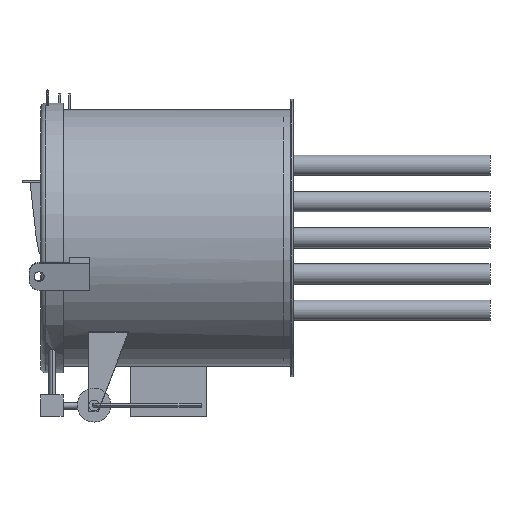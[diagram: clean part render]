
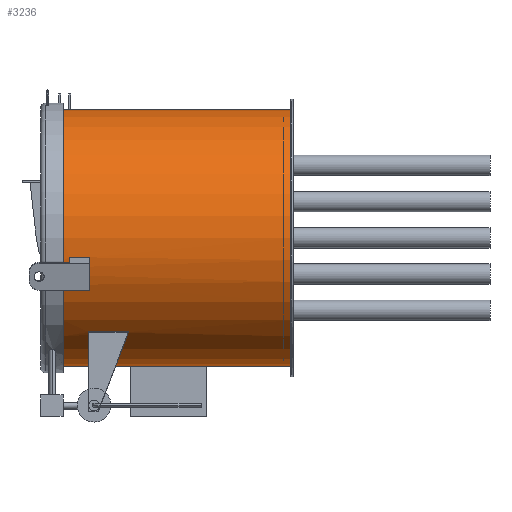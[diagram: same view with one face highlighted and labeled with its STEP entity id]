
A CAD part, left-side view. The second image highlights one B-rep face of the part: STEP entity #3236.
In plain terms, the highlighted cylindrical face has radius 638 mm (diameter 1276 mm), a partial arc.
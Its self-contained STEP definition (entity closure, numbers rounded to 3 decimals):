
#98 = LINE ( 'NONE', #12402, #8572 ) ;
#235 = FACE_BOUND ( 'NONE', #8738, .T. ) ;
#253 = VERTEX_POINT ( 'NONE', #7663 ) ;
#267 = CARTESIAN_POINT ( 'NONE',  ( -25., 1165.01, 637.51 ) ) ;
#606 = DIRECTION ( 'NONE',  ( 0., 1., 0. ) ) ;
#630 = VERTEX_POINT ( 'NONE', #10610 ) ;
#695 = CYLINDRICAL_SURFACE ( 'NONE', #13223, 638. ) ;
#735 = VECTOR ( 'NONE', #9593, 1000. ) ;
#768 = CARTESIAN_POINT ( 'NONE',  ( 0., 9.01, 0. ) ) ;
#802 = ORIENTED_EDGE ( 'NONE', *, *, #8761, .F. ) ;
#839 = DIRECTION ( 'NONE',  ( 0., 1., 0. ) ) ;
#1038 = FACE_OUTER_BOUND ( 'NONE', #2208, .T. ) ;
#1085 = CARTESIAN_POINT ( 'NONE',  ( 0., 1165.01, 0. ) ) ;
#1088 = VERTEX_POINT ( 'NONE', #6165 ) ;
#1238 = CARTESIAN_POINT ( 'NONE',  ( -594.317, 1109.01, -232.016 ) ) ;
#1279 = AXIS2_PLACEMENT_3D ( 'NONE', #8134, #9046, #2033 ) ;
#1285 = ORIENTED_EDGE ( 'NONE', *, *, #9877, .F. ) ;
#1321 = CARTESIAN_POINT ( 'NONE',  ( 0., 1014.01, 0. ) ) ;
#1528 = DIRECTION ( 'NONE',  ( 0., 0., -1. ) ) ;
#1540 = AXIS2_PLACEMENT_3D ( 'NONE', #6758, #606, #1528 ) ;
#1675 = VERTEX_POINT ( 'NONE', #9041 ) ;
#1681 = FACE_BOUND ( 'NONE', #6457, .T. ) ;
#1732 = CIRCLE ( 'NONE', #5439, 638. ) ;
#2033 = DIRECTION ( 'NONE',  ( 0., 0., 1. ) ) ;
#2146 = VERTEX_POINT ( 'NONE', #4435 ) ;
#2206 = DIRECTION ( 'NONE',  ( 0., 0., -1. ) ) ;
#2208 = EDGE_LOOP ( 'NONE', ( #2228, #1285, #8415, #10118, #4218, #8970, #11054, #802 ) ) ;
#2228 = ORIENTED_EDGE ( 'NONE', *, *, #12189, .F. ) ;
#2292 = CARTESIAN_POINT ( 'NONE',  ( -435., 1014.01, -466.711 ) ) ;
#2488 = CIRCLE ( 'NONE', #8267, 638. ) ;
#2497 = EDGE_CURVE ( 'NONE', #1675, #1088, #98, .T. ) ;
#2596 = VERTEX_POINT ( 'NONE', #1238 ) ;
#2601 = VECTOR ( 'NONE', #11004, 1000. ) ;
#2603 = EDGE_CURVE ( 'NONE', #630, #5476, #13188, .T. ) ;
#2619 = CARTESIAN_POINT ( 'NONE',  ( 0., 1102.01, 0. ) ) ;
#2647 = VECTOR ( 'NONE', #6912, 1000. ) ;
#2660 = DIRECTION ( 'NONE',  ( 0., 0., 1. ) ) ;
#2746 = LINE ( 'NONE', #10546, #11059 ) ;
#2796 = CARTESIAN_POINT ( 'NONE',  ( -25., 1102.01, 637.51 ) ) ;
#3133 = CIRCLE ( 'NONE', #9677, 638. ) ;
#3135 = ORIENTED_EDGE ( 'NONE', *, *, #10816, .F. ) ;
#3154 = LINE ( 'NONE', #13123, #7303 ) ;
#3236 = ADVANCED_FACE ( 'NONE', ( #1038, #1681, #235 ), #695, .T. ) ;
#3296 = LINE ( 'NONE', #9976, #2647 ) ;
#3325 = EDGE_CURVE ( 'NONE', #2146, #11245, #12056, .T. ) ;
#3410 = ORIENTED_EDGE ( 'NONE', *, *, #2603, .T. ) ;
#3610 = DIRECTION ( 'NONE',  ( 0., -1., 0. ) ) ;
#3632 = VECTOR ( 'NONE', #4390, 1000. ) ;
#3713 = VERTEX_POINT ( 'NONE', #9434 ) ;
#3873 = VERTEX_POINT ( 'NONE', #4426 ) ;
#4218 = ORIENTED_EDGE ( 'NONE', *, *, #2497, .F. ) ;
#4265 = EDGE_CURVE ( 'NONE', #2596, #12636, #6321, .T. ) ;
#4279 = LINE ( 'NONE', #6584, #735 ) ;
#4390 = DIRECTION ( 'NONE',  ( 0., -1., 0. ) ) ;
#4426 = CARTESIAN_POINT ( 'NONE',  ( -630.614, 1109.01, -96.801 ) ) ;
#4435 = CARTESIAN_POINT ( 'NONE',  ( -429., 814.01, -472.232 ) ) ;
#4528 = LINE ( 'NONE', #5895, #2601 ) ;
#4567 = DIRECTION ( 'NONE',  ( 0., -1., 0. ) ) ;
#4912 = ORIENTED_EDGE ( 'NONE', *, *, #10242, .T. ) ;
#5135 = CARTESIAN_POINT ( 'NONE',  ( 0., 9.01, -638. ) ) ;
#5235 = ORIENTED_EDGE ( 'NONE', *, *, #5853, .F. ) ;
#5312 = CIRCLE ( 'NONE', #1540, 638. ) ;
#5342 = DIRECTION ( 'NONE',  ( 0., -1., 0. ) ) ;
#5425 = EDGE_CURVE ( 'NONE', #8918, #2146, #9170, .T. ) ;
#5439 = AXIS2_PLACEMENT_3D ( 'NONE', #7507, #8393, #7464 ) ;
#5476 = VERTEX_POINT ( 'NONE', #2292 ) ;
#5548 = CARTESIAN_POINT ( 'NONE',  ( -594.317, 1165.01, -232.016 ) ) ;
#5853 = EDGE_CURVE ( 'NONE', #12636, #253, #5312, .T. ) ;
#5895 = CARTESIAN_POINT ( 'NONE',  ( -630.614, 1165.01, -96.801 ) ) ;
#5919 = EDGE_CURVE ( 'NONE', #253, #3873, #4528, .T. ) ;
#6046 = VERTEX_POINT ( 'NONE', #13205 ) ;
#6165 = CARTESIAN_POINT ( 'NONE',  ( 0., 9.01, 638. ) ) ;
#6321 = LINE ( 'NONE', #5548, #12534 ) ;
#6457 = EDGE_LOOP ( 'NONE', ( #7135, #9374, #4912, #3410, #8755 ) ) ;
#6584 = CARTESIAN_POINT ( 'NONE',  ( -435., 1165.01, -466.711 ) ) ;
#6655 = CARTESIAN_POINT ( 'NONE',  ( 0., 1112.01, 638. ) ) ;
#6738 = CARTESIAN_POINT ( 'NONE',  ( -594.317, 1009.01, -232.016 ) ) ;
#6758 = CARTESIAN_POINT ( 'NONE',  ( 0., 1009.01, 0. ) ) ;
#6768 = EDGE_CURVE ( 'NONE', #3713, #9148, #2746, .T. ) ;
#6912 = DIRECTION ( 'NONE',  ( 0., -1., 0. ) ) ;
#6919 = CARTESIAN_POINT ( 'NONE',  ( -435., 814.01, -466.711 ) ) ;
#7135 = ORIENTED_EDGE ( 'NONE', *, *, #5425, .T. ) ;
#7303 = VECTOR ( 'NONE', #839, 1000. ) ;
#7416 = AXIS2_PLACEMENT_3D ( 'NONE', #12646, #11605, #10578 ) ;
#7464 = DIRECTION ( 'NONE',  ( 0., 0., 1. ) ) ;
#7507 = CARTESIAN_POINT ( 'NONE',  ( 0., 1112.01, 0. ) ) ;
#7575 = CARTESIAN_POINT ( 'NONE',  ( 0., 1109.01, 0. ) ) ;
#7663 = CARTESIAN_POINT ( 'NONE',  ( -630.614, 1009.01, -96.801 ) ) ;
#7736 = VECTOR ( 'NONE', #12768, 1000. ) ;
#7918 = DIRECTION ( 'NONE',  ( 0., 1., 0. ) ) ;
#8052 = VERTEX_POINT ( 'NONE', #6655 ) ;
#8134 = CARTESIAN_POINT ( 'NONE',  ( 0., 814.01, 0. ) ) ;
#8267 = AXIS2_PLACEMENT_3D ( 'NONE', #2619, #9794, #11915 ) ;
#8393 = DIRECTION ( 'NONE',  ( 0., -1., 0. ) ) ;
#8415 = ORIENTED_EDGE ( 'NONE', *, *, #6768, .T. ) ;
#8572 = VECTOR ( 'NONE', #10590, 1000. ) ;
#8645 = ORIENTED_EDGE ( 'NONE', *, *, #4265, .F. ) ;
#8722 = CARTESIAN_POINT ( 'NONE',  ( -429., 1165.01, -472.232 ) ) ;
#8738 = EDGE_LOOP ( 'NONE', ( #5235, #8645, #3135, #11383 ) ) ;
#8755 = ORIENTED_EDGE ( 'NONE', *, *, #9980, .T. ) ;
#8761 = EDGE_CURVE ( 'NONE', #8052, #9703, #1732, .T. ) ;
#8918 = VERTEX_POINT ( 'NONE', #6919 ) ;
#8970 = ORIENTED_EDGE ( 'NONE', *, *, #11096, .F. ) ;
#9041 = CARTESIAN_POINT ( 'NONE',  ( 0., 1102.01, 638. ) ) ;
#9046 = DIRECTION ( 'NONE',  ( 0., -1., 0. ) ) ;
#9066 = LINE ( 'NONE', #267, #3632 ) ;
#9148 = VERTEX_POINT ( 'NONE', #5135 ) ;
#9170 = CIRCLE ( 'NONE', #1279, 638. ) ;
#9374 = ORIENTED_EDGE ( 'NONE', *, *, #3325, .T. ) ;
#9434 = CARTESIAN_POINT ( 'NONE',  ( 0., 1140.01, -638. ) ) ;
#9467 = DIRECTION ( 'NONE',  ( 0., 0., -1. ) ) ;
#9518 = DIRECTION ( 'NONE',  ( 0., 1., 0. ) ) ;
#9570 = CIRCLE ( 'NONE', #7416, 638. ) ;
#9593 = DIRECTION ( 'NONE',  ( 0., -1., 0. ) ) ;
#9677 = AXIS2_PLACEMENT_3D ( 'NONE', #768, #7918, #13002 ) ;
#9703 = VERTEX_POINT ( 'NONE', #12303 ) ;
#9794 = DIRECTION ( 'NONE',  ( 0., 1., 0. ) ) ;
#9877 = EDGE_CURVE ( 'NONE', #3713, #6046, #9570, .T. ) ;
#9921 = CARTESIAN_POINT ( 'NONE',  ( -429., 816.129, -472.232 ) ) ;
#9976 = CARTESIAN_POINT ( 'NONE',  ( 0., 1165.01, 638. ) ) ;
#9980 = EDGE_CURVE ( 'NONE', #5476, #8918, #4279, .T. ) ;
#10118 = ORIENTED_EDGE ( 'NONE', *, *, #12648, .T. ) ;
#10242 = EDGE_CURVE ( 'NONE', #11245, #630, #3154, .T. ) ;
#10546 = CARTESIAN_POINT ( 'NONE',  ( 0., 1165.01, -638. ) ) ;
#10562 = AXIS2_PLACEMENT_3D ( 'NONE', #1321, #9518, #9467 ) ;
#10578 = DIRECTION ( 'NONE',  ( 0., 0., 1. ) ) ;
#10590 = DIRECTION ( 'NONE',  ( 0., -1., 0. ) ) ;
#10610 = CARTESIAN_POINT ( 'NONE',  ( -429., 1014.01, -472.232 ) ) ;
#10816 = EDGE_CURVE ( 'NONE', #3873, #2596, #11778, .T. ) ;
#10922 = VERTEX_POINT ( 'NONE', #2796 ) ;
#11004 = DIRECTION ( 'NONE',  ( 0., 1., 0. ) ) ;
#11054 = ORIENTED_EDGE ( 'NONE', *, *, #11798, .F. ) ;
#11059 = VECTOR ( 'NONE', #5342, 1000. ) ;
#11096 = EDGE_CURVE ( 'NONE', #10922, #1675, #2488, .T. ) ;
#11245 = VERTEX_POINT ( 'NONE', #9921 ) ;
#11376 = DIRECTION ( 'NONE',  ( 0., -1., 0. ) ) ;
#11383 = ORIENTED_EDGE ( 'NONE', *, *, #5919, .F. ) ;
#11605 = DIRECTION ( 'NONE',  ( 0., 1., 0. ) ) ;
#11778 = CIRCLE ( 'NONE', #11875, 638. ) ;
#11798 = EDGE_CURVE ( 'NONE', #9703, #10922, #9066, .T. ) ;
#11875 = AXIS2_PLACEMENT_3D ( 'NONE', #7575, #3610, #2660 ) ;
#11915 = DIRECTION ( 'NONE',  ( 0., 0., -1. ) ) ;
#12056 = LINE ( 'NONE', #8722, #7736 ) ;
#12189 = EDGE_CURVE ( 'NONE', #6046, #8052, #3296, .T. ) ;
#12303 = CARTESIAN_POINT ( 'NONE',  ( -25., 1112.01, 637.51 ) ) ;
#12402 = CARTESIAN_POINT ( 'NONE',  ( 0., 1165.01, 638. ) ) ;
#12534 = VECTOR ( 'NONE', #4567, 1000. ) ;
#12636 = VERTEX_POINT ( 'NONE', #6738 ) ;
#12646 = CARTESIAN_POINT ( 'NONE',  ( 0., 1140.01, 0. ) ) ;
#12648 = EDGE_CURVE ( 'NONE', #9148, #1088, #3133, .T. ) ;
#12768 = DIRECTION ( 'NONE',  ( 0., 1., 0. ) ) ;
#13002 = DIRECTION ( 'NONE',  ( 0., 0., 1. ) ) ;
#13123 = CARTESIAN_POINT ( 'NONE',  ( -429., 1165.01, -472.232 ) ) ;
#13188 = CIRCLE ( 'NONE', #10562, 638. ) ;
#13205 = CARTESIAN_POINT ( 'NONE',  ( 0., 1140.01, 638. ) ) ;
#13223 = AXIS2_PLACEMENT_3D ( 'NONE', #1085, #11376, #2206 ) ;
